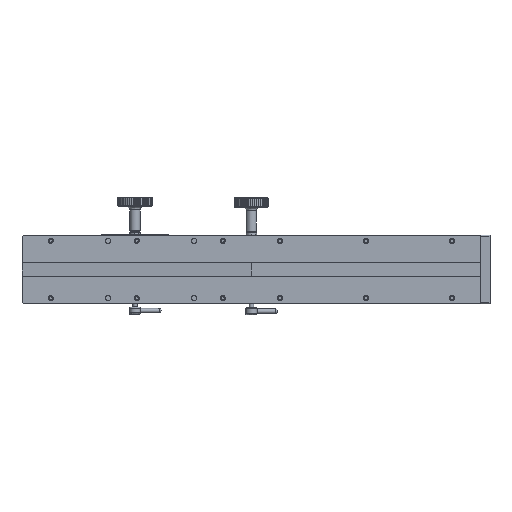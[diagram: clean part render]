
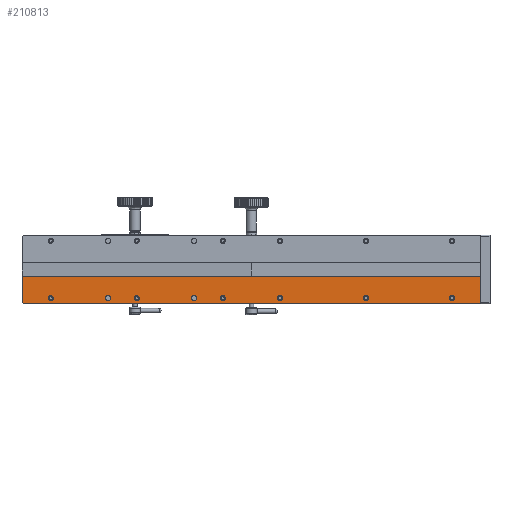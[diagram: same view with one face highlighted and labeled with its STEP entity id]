
A CAD part, left-side view. The second image highlights one B-rep face of the part: STEP entity #210813.
In plain terms, the highlighted planar face has unit normal (-1, 0, 0).
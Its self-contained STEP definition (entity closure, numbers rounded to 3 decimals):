
#1523 = EDGE_LOOP ( 'NONE', ( #187724 ) ) ;
#4483 = ORIENTED_EDGE ( 'NONE', *, *, #122512, .T. ) ;
#5800 = VERTEX_POINT ( 'NONE', #38391 ) ;
#6943 = DIRECTION ( 'NONE',  ( 1., 0., 0. ) ) ;
#7504 = DIRECTION ( 'NONE',  ( 0., 0., 1. ) ) ;
#8146 = DIRECTION ( 'NONE',  ( 0., 0., -1. ) ) ;
#8273 = CARTESIAN_POINT ( 'NONE',  ( -43.646, 54.494, -36.507 ) ) ;
#9784 = VECTOR ( 'NONE', #138818, 1000. ) ;
#11793 = EDGE_LOOP ( 'NONE', ( #96910 ) ) ;
#12252 = ORIENTED_EDGE ( 'NONE', *, *, #28937, .T. ) ;
#12825 = ORIENTED_EDGE ( 'NONE', *, *, #100988, .F. ) ;
#14091 = CARTESIAN_POINT ( 'NONE',  ( -43.646, -145.506, -34.257 ) ) ;
#15147 = CARTESIAN_POINT ( 'NONE',  ( -43.646, 4.494, -34.257 ) ) ;
#18029 = VECTOR ( 'NONE', #120486, 1000. ) ;
#20582 = AXIS2_PLACEMENT_3D ( 'NONE', #194864, #90680, #8146 ) ;
#21310 = DIRECTION ( 'NONE',  ( 1., 0., 0. ) ) ;
#21569 = VERTEX_POINT ( 'NONE', #187739 ) ;
#22135 = CARTESIAN_POINT ( 'NONE',  ( -43.646, 79.494, -36.507 ) ) ;
#22714 = CARTESIAN_POINT ( 'NONE',  ( -43.646, 229.494, -41.507 ) ) ;
#22832 = CARTESIAN_POINT ( 'NONE',  ( -43.646, 4.494, -36.507 ) ) ;
#25455 = DIRECTION ( 'NONE',  ( 1., 0., 0. ) ) ;
#25904 = ORIENTED_EDGE ( 'NONE', *, *, #194442, .T. ) ;
#26564 = PLANE ( 'NONE',  #20582 ) ;
#27722 = EDGE_LOOP ( 'NONE', ( #198491, #67061, #34472, #175560, #12825 ) ) ;
#27842 = EDGE_CURVE ( 'NONE', #178093, #178093, #32833, .T. ) ;
#28937 = EDGE_CURVE ( 'NONE', #46660, #46660, #154219, .T. ) ;
#31240 = CARTESIAN_POINT ( 'NONE',  ( -43.646, 154.494, -34.257 ) ) ;
#32833 = CIRCLE ( 'NONE', #143869, 2.25 ) ;
#33342 = DIRECTION ( 'NONE',  ( 0., 0., 1. ) ) ;
#34472 = ORIENTED_EDGE ( 'NONE', *, *, #56946, .T. ) ;
#35556 = CARTESIAN_POINT ( 'NONE',  ( -43.646, 229.494, -17.507 ) ) ;
#35575 = DIRECTION ( 'NONE',  ( 0., 0., 1. ) ) ;
#37770 = CARTESIAN_POINT ( 'NONE',  ( -43.646, 228.494, -41.507 ) ) ;
#38391 = CARTESIAN_POINT ( 'NONE',  ( -43.646, -70.506, -34.257 ) ) ;
#41170 = CIRCLE ( 'NONE', #100083, 2.25 ) ;
#41801 = FACE_BOUND ( 'NONE', #92448, .T. ) ;
#43774 = CIRCLE ( 'NONE', #78506, 2.25 ) ;
#44651 = CARTESIAN_POINT ( 'NONE',  ( -43.646, 228.494, -41.507 ) ) ;
#46660 = VERTEX_POINT ( 'NONE', #14091 ) ;
#51847 = LINE ( 'NONE', #35556, #203550 ) ;
#52909 = DIRECTION ( 'NONE',  ( 0., -1., 0. ) ) ;
#54207 = LINE ( 'NONE', #202980, #71670 ) ;
#56899 = DIRECTION ( 'NONE',  ( 0., 0., 1. ) ) ;
#56946 = EDGE_CURVE ( 'NONE', #192544, #205126, #54207, .T. ) ;
#57581 = CARTESIAN_POINT ( 'NONE',  ( -43.646, 129.494, -36.507 ) ) ;
#60247 = FACE_OUTER_BOUND ( 'NONE', #27722, .T. ) ;
#60581 = CARTESIAN_POINT ( 'NONE',  ( -43.646, 204.494, -34.257 ) ) ;
#61313 = FACE_BOUND ( 'NONE', #172520, .T. ) ;
#61825 = AXIS2_PLACEMENT_3D ( 'NONE', #8273, #21310, #71301 ) ;
#65961 = CARTESIAN_POINT ( 'NONE',  ( -43.646, 154.494, -36.507 ) ) ;
#67061 = ORIENTED_EDGE ( 'NONE', *, *, #153383, .T. ) ;
#67407 = CARTESIAN_POINT ( 'NONE',  ( -43.646, 229.494, 18.493 ) ) ;
#69654 = EDGE_CURVE ( 'NONE', #209321, #209321, #43774, .T. ) ;
#71301 = DIRECTION ( 'NONE',  ( 0., 0., 1. ) ) ;
#71509 = VERTEX_POINT ( 'NONE', #91601 ) ;
#71670 = VECTOR ( 'NONE', #7504, 1000. ) ;
#71995 = CARTESIAN_POINT ( 'NONE',  ( -43.646, -170.506, -41.507 ) ) ;
#74564 = AXIS2_PLACEMENT_3D ( 'NONE', #134621, #166121, #181364 ) ;
#74954 = EDGE_CURVE ( 'NONE', #165654, #205126, #51847, .T. ) ;
#78506 = AXIS2_PLACEMENT_3D ( 'NONE', #174675, #154078, #89969 ) ;
#78661 = FACE_BOUND ( 'NONE', #11793, .T. ) ;
#79557 = ORIENTED_EDGE ( 'NONE', *, *, #120423, .T. ) ;
#79973 = EDGE_CURVE ( 'NONE', #156362, #71509, #186561, .T. ) ;
#83428 = EDGE_CURVE ( 'NONE', #5800, #5800, #95681, .T. ) ;
#89969 = DIRECTION ( 'NONE',  ( 0., 0., 1. ) ) ;
#90158 = DIRECTION ( 'NONE',  ( 0., 0., 1. ) ) ;
#90680 = DIRECTION ( 'NONE',  ( 1., 0., 0. ) ) ;
#91055 = VERTEX_POINT ( 'NONE', #205102 ) ;
#91601 = CARTESIAN_POINT ( 'NONE',  ( -43.646, 229.494, -40.507 ) ) ;
#92448 = EDGE_LOOP ( 'NONE', ( #4483 ) ) ;
#94950 = FACE_BOUND ( 'NONE', #104640, .T. ) ;
#95681 = CIRCLE ( 'NONE', #133856, 2.25 ) ;
#96403 = VERTEX_POINT ( 'NONE', #31240 ) ;
#96910 = ORIENTED_EDGE ( 'NONE', *, *, #69654, .T. ) ;
#99920 = CIRCLE ( 'NONE', #61825, 2.25 ) ;
#99962 = LINE ( 'NONE', #67407, #135168 ) ;
#100083 = AXIS2_PLACEMENT_3D ( 'NONE', #22135, #6943, #56899 ) ;
#100988 = EDGE_CURVE ( 'NONE', #71509, #165654, #99962, .T. ) ;
#103099 = EDGE_LOOP ( 'NONE', ( #187129 ) ) ;
#104640 = EDGE_LOOP ( 'NONE', ( #12252 ) ) ;
#113543 = CARTESIAN_POINT ( 'NONE',  ( -43.646, 129.494, -34.257 ) ) ;
#114987 = AXIS2_PLACEMENT_3D ( 'NONE', #65961, #115910, #33342 ) ;
#115408 = EDGE_LOOP ( 'NONE', ( #25904 ) ) ;
#115910 = DIRECTION ( 'NONE',  ( 1., 0., 0. ) ) ;
#120423 = EDGE_CURVE ( 'NONE', #21569, #21569, #99920, .T. ) ;
#120486 = DIRECTION ( 'NONE',  ( 0., -1., 0. ) ) ;
#120657 = CIRCLE ( 'NONE', #145029, 2.25 ) ;
#122512 = EDGE_CURVE ( 'NONE', #91055, #91055, #41170, .T. ) ;
#127592 = FACE_BOUND ( 'NONE', #1523, .T. ) ;
#128663 = FACE_BOUND ( 'NONE', #187547, .T. ) ;
#133647 = EDGE_CURVE ( 'NONE', #96403, #96403, #208591, .T. ) ;
#133856 = AXIS2_PLACEMENT_3D ( 'NONE', #168061, #25455, #35575 ) ;
#134621 = CARTESIAN_POINT ( 'NONE',  ( -43.646, -145.506, -36.507 ) ) ;
#135166 = VERTEX_POINT ( 'NONE', #113543 ) ;
#135168 = VECTOR ( 'NONE', #201993, 1000. ) ;
#138818 = DIRECTION ( 'NONE',  ( 0., 0.707, 0.707 ) ) ;
#140151 = DIRECTION ( 'NONE',  ( 1., 0., 0. ) ) ;
#143869 = AXIS2_PLACEMENT_3D ( 'NONE', #22832, #140151, #90158 ) ;
#145029 = AXIS2_PLACEMENT_3D ( 'NONE', #57581, #190072, #155352 ) ;
#153383 = EDGE_CURVE ( 'NONE', #156362, #192544, #170442, .T. ) ;
#154078 = DIRECTION ( 'NONE',  ( 1., 0., 0. ) ) ;
#154219 = CIRCLE ( 'NONE', #74564, 2.25 ) ;
#155352 = DIRECTION ( 'NONE',  ( 0., 0., 1. ) ) ;
#156362 = VERTEX_POINT ( 'NONE', #44651 ) ;
#161220 = FACE_BOUND ( 'NONE', #115408, .T. ) ;
#162325 = ORIENTED_EDGE ( 'NONE', *, *, #27842, .T. ) ;
#165654 = VERTEX_POINT ( 'NONE', #173948 ) ;
#166121 = DIRECTION ( 'NONE',  ( 1., 0., 0. ) ) ;
#168061 = CARTESIAN_POINT ( 'NONE',  ( -43.646, -70.506, -36.507 ) ) ;
#170442 = LINE ( 'NONE', #22714, #18029 ) ;
#172520 = EDGE_LOOP ( 'NONE', ( #79557 ) ) ;
#173948 = CARTESIAN_POINT ( 'NONE',  ( -43.646, 229.494, -17.507 ) ) ;
#174675 = CARTESIAN_POINT ( 'NONE',  ( -43.646, 204.494, -36.507 ) ) ;
#175560 = ORIENTED_EDGE ( 'NONE', *, *, #74954, .F. ) ;
#178093 = VERTEX_POINT ( 'NONE', #15147 ) ;
#181364 = DIRECTION ( 'NONE',  ( 0., 0., 1. ) ) ;
#186561 = LINE ( 'NONE', #37770, #9784 ) ;
#187129 = ORIENTED_EDGE ( 'NONE', *, *, #133647, .T. ) ;
#187547 = EDGE_LOOP ( 'NONE', ( #162325 ) ) ;
#187724 = ORIENTED_EDGE ( 'NONE', *, *, #83428, .T. ) ;
#187739 = CARTESIAN_POINT ( 'NONE',  ( -43.646, 54.494, -34.257 ) ) ;
#190072 = DIRECTION ( 'NONE',  ( 1., 0., 0. ) ) ;
#192544 = VERTEX_POINT ( 'NONE', #71995 ) ;
#194442 = EDGE_CURVE ( 'NONE', #135166, #135166, #120657, .T. ) ;
#194864 = CARTESIAN_POINT ( 'NONE',  ( -43.646, 229.494, -41.507 ) ) ;
#196013 = CARTESIAN_POINT ( 'NONE',  ( -43.646, -170.506, -17.507 ) ) ;
#198491 = ORIENTED_EDGE ( 'NONE', *, *, #79973, .F. ) ;
#201993 = DIRECTION ( 'NONE',  ( 0., 0., 1. ) ) ;
#202980 = CARTESIAN_POINT ( 'NONE',  ( -43.646, -170.506, 18.493 ) ) ;
#203550 = VECTOR ( 'NONE', #52909, 1000. ) ;
#205102 = CARTESIAN_POINT ( 'NONE',  ( -43.646, 79.494, -34.257 ) ) ;
#205126 = VERTEX_POINT ( 'NONE', #196013 ) ;
#208591 = CIRCLE ( 'NONE', #114987, 2.25 ) ;
#209321 = VERTEX_POINT ( 'NONE', #60581 ) ;
#210813 = ADVANCED_FACE ( 'NONE', ( #60247, #94950, #127592, #128663, #61313, #161220, #78661, #41801, #211117 ), #26564, .F. ) ;
#211117 = FACE_BOUND ( 'NONE', #103099, .T. ) ;
